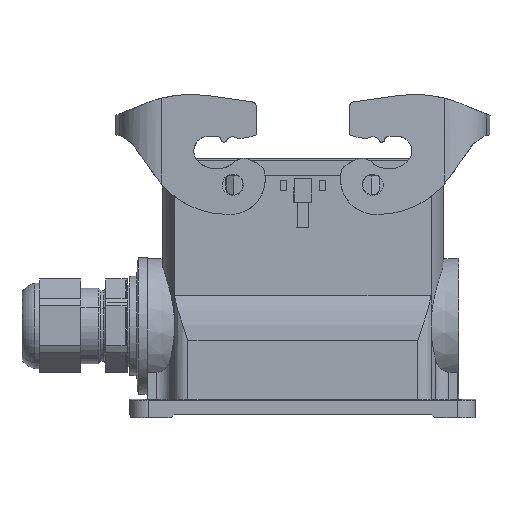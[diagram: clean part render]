
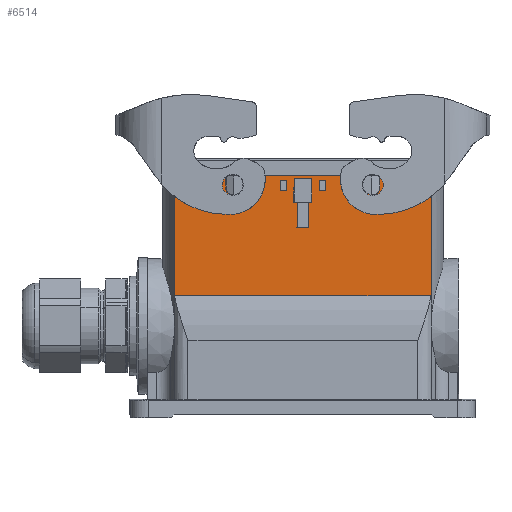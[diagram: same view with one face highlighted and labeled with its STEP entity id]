
A CAD part, front view. The second image highlights one B-rep face of the part: STEP entity #6514.
In plain terms, the highlighted planar face has unit normal (0, -1, 0).
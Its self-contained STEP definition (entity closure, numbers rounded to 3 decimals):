
#6514=ADVANCED_FACE('',(#7841,#7842,#7843,#7844),#7339,.T.);
#7339=PLANE('',#22613);
#7841=FACE_BOUND('',#8035,.T.);
#7842=FACE_BOUND('',#8036,.T.);
#7843=FACE_BOUND('',#8037,.T.);
#7844=FACE_BOUND('',#8038,.T.);
#8035=EDGE_LOOP('',(#9115,#9116,#9117,#9118,#9119,#9120,#9121,#9122,#9123,
#9124,#9125,#9126,#9127,#9128));
#8036=EDGE_LOOP('',(#9129,#9130,#9131,#9132));
#8037=EDGE_LOOP('',(#9133,#9134,#9135,#9136,#9137,#9138,#9139,#9140));
#8038=EDGE_LOOP('',(#9141,#9142,#9143,#9144));
#9115=ORIENTED_EDGE('',*,*,#15135,.F.);
#9116=ORIENTED_EDGE('',*,*,#15102,.F.);
#9117=ORIENTED_EDGE('',*,*,#15136,.T.);
#9118=ORIENTED_EDGE('',*,*,#15137,.T.);
#9119=ORIENTED_EDGE('',*,*,#15138,.F.);
#9120=ORIENTED_EDGE('',*,*,#15139,.T.);
#9121=ORIENTED_EDGE('',*,*,#15140,.T.);
#9122=ORIENTED_EDGE('',*,*,#15092,.F.);
#9123=ORIENTED_EDGE('',*,*,#15141,.F.);
#9124=ORIENTED_EDGE('',*,*,#15142,.F.);
#9125=ORIENTED_EDGE('',*,*,#15091,.F.);
#9126=ORIENTED_EDGE('',*,*,#15143,.T.);
#9127=ORIENTED_EDGE('',*,*,#15104,.F.);
#9128=ORIENTED_EDGE('',*,*,#15144,.F.);
#9129=ORIENTED_EDGE('',*,*,#15145,.F.);
#9130=ORIENTED_EDGE('',*,*,#15146,.F.);
#9131=ORIENTED_EDGE('',*,*,#15147,.F.);
#9132=ORIENTED_EDGE('',*,*,#15148,.F.);
#9133=ORIENTED_EDGE('',*,*,#15149,.T.);
#9134=ORIENTED_EDGE('',*,*,#15150,.T.);
#9135=ORIENTED_EDGE('',*,*,#15151,.T.);
#9136=ORIENTED_EDGE('',*,*,#15152,.T.);
#9137=ORIENTED_EDGE('',*,*,#15153,.T.);
#9138=ORIENTED_EDGE('',*,*,#15154,.T.);
#9139=ORIENTED_EDGE('',*,*,#15155,.T.);
#9140=ORIENTED_EDGE('',*,*,#15156,.T.);
#9141=ORIENTED_EDGE('',*,*,#15157,.F.);
#9142=ORIENTED_EDGE('',*,*,#15158,.F.);
#9143=ORIENTED_EDGE('',*,*,#15159,.F.);
#9144=ORIENTED_EDGE('',*,*,#15160,.F.);
#13572=VERTEX_POINT('',#29402);
#13575=VERTEX_POINT('',#29414);
#13576=VERTEX_POINT('',#29418);
#13577=VERTEX_POINT('',#29419);
#13584=VERTEX_POINT('',#29452);
#13585=VERTEX_POINT('',#29454);
#13586=VERTEX_POINT('',#29461);
#13587=VERTEX_POINT('',#29462);
#13607=VERTEX_POINT('',#29557);
#13608=VERTEX_POINT('',#29559);
#13609=VERTEX_POINT('',#29561);
#13610=VERTEX_POINT('',#29563);
#13611=VERTEX_POINT('',#29565);
#13612=VERTEX_POINT('',#29568);
#13613=VERTEX_POINT('',#29573);
#13614=VERTEX_POINT('',#29574);
#13615=VERTEX_POINT('',#29576);
#13616=VERTEX_POINT('',#29578);
#13617=VERTEX_POINT('',#29581);
#13618=VERTEX_POINT('',#29582);
#13619=VERTEX_POINT('',#29584);
#13620=VERTEX_POINT('',#29586);
#13621=VERTEX_POINT('',#29588);
#13622=VERTEX_POINT('',#29590);
#13623=VERTEX_POINT('',#29592);
#13624=VERTEX_POINT('',#29594);
#13625=VERTEX_POINT('',#29597);
#13626=VERTEX_POINT('',#29598);
#13627=VERTEX_POINT('',#29600);
#13628=VERTEX_POINT('',#29602);
#15091=EDGE_CURVE('',#13575,#13572,#17485,.T.);
#15092=EDGE_CURVE('',#13576,#13577,#17486,.T.);
#15102=EDGE_CURVE('',#13584,#13585,#17487,.T.);
#15104=EDGE_CURVE('',#13586,#13587,#17488,.T.);
#15135=EDGE_CURVE('',#13585,#13607,#18575,.T.);
#15136=EDGE_CURVE('',#13584,#13608,#18576,.T.);
#15137=EDGE_CURVE('',#13608,#13609,#18577,.T.);
#15138=EDGE_CURVE('',#13610,#13609,#18578,.T.);
#15139=EDGE_CURVE('',#13610,#13611,#18579,.T.);
#15140=EDGE_CURVE('',#13611,#13577,#18580,.T.);
#15141=EDGE_CURVE('',#13612,#13576,#18581,.T.);
#15142=EDGE_CURVE('',#13572,#13612,#17492,.T.);
#15143=EDGE_CURVE('',#13575,#13587,#18582,.T.);
#15144=EDGE_CURVE('',#13607,#13586,#17493,.T.);
#15145=EDGE_CURVE('',#13613,#13614,#18583,.T.);
#15146=EDGE_CURVE('',#13615,#13613,#18584,.T.);
#15147=EDGE_CURVE('',#13616,#13615,#18585,.T.);
#15148=EDGE_CURVE('',#13614,#13616,#18586,.T.);
#15149=EDGE_CURVE('',#13617,#13618,#18587,.T.);
#15150=EDGE_CURVE('',#13618,#13619,#18588,.T.);
#15151=EDGE_CURVE('',#13619,#13620,#18589,.T.);
#15152=EDGE_CURVE('',#13620,#13621,#18590,.T.);
#15153=EDGE_CURVE('',#13621,#13622,#18591,.T.);
#15154=EDGE_CURVE('',#13622,#13623,#18592,.T.);
#15155=EDGE_CURVE('',#13623,#13624,#18593,.T.);
#15156=EDGE_CURVE('',#13624,#13617,#18594,.T.);
#15157=EDGE_CURVE('',#13625,#13626,#18595,.T.);
#15158=EDGE_CURVE('',#13627,#13625,#18596,.T.);
#15159=EDGE_CURVE('',#13628,#13627,#18597,.T.);
#15160=EDGE_CURVE('',#13626,#13628,#18598,.T.);
#17485=CIRCLE('',#22581,3.5);
#17486=CIRCLE('',#22583,3.5);
#17487=CIRCLE('',#22589,3.5);
#17488=CIRCLE('',#22591,3.5);
#17492=CIRCLE('',#22611,2.4);
#17493=CIRCLE('',#22612,2.4);
#18575=LINE('',#29556,#20075);
#18576=LINE('',#29558,#20076);
#18577=LINE('',#29560,#20077);
#18578=LINE('',#29562,#20078);
#18579=LINE('',#29564,#20079);
#18580=LINE('',#29566,#20080);
#18581=LINE('',#29567,#20081);
#18582=LINE('',#29570,#20082);
#18583=LINE('',#29572,#20083);
#18584=LINE('',#29575,#20084);
#18585=LINE('',#29577,#20085);
#18586=LINE('',#29579,#20086);
#18587=LINE('',#29580,#20087);
#18588=LINE('',#29583,#20088);
#18589=LINE('',#29585,#20089);
#18590=LINE('',#29587,#20090);
#18591=LINE('',#29589,#20091);
#18592=LINE('',#29591,#20092);
#18593=LINE('',#29593,#20093);
#18594=LINE('',#29595,#20094);
#18595=LINE('',#29596,#20095);
#18596=LINE('',#29599,#20096);
#18597=LINE('',#29601,#20097);
#18598=LINE('',#29603,#20098);
#20075=VECTOR('',#24487,1.);
#20076=VECTOR('',#24488,1.);
#20077=VECTOR('',#24489,1.);
#20078=VECTOR('',#24490,1.);
#20079=VECTOR('',#24491,1.);
#20080=VECTOR('',#24492,1.);
#20081=VECTOR('',#24493,1.);
#20082=VECTOR('',#24496,1.);
#20083=VECTOR('',#24499,1.);
#20084=VECTOR('',#24500,1.);
#20085=VECTOR('',#24501,1.);
#20086=VECTOR('',#24502,1.);
#20087=VECTOR('',#24503,1.);
#20088=VECTOR('',#24504,1.);
#20089=VECTOR('',#24505,1.);
#20090=VECTOR('',#24506,1.);
#20091=VECTOR('',#24507,1.);
#20092=VECTOR('',#24508,1.);
#20093=VECTOR('',#24509,1.);
#20094=VECTOR('',#24510,1.);
#20095=VECTOR('',#24511,1.);
#20096=VECTOR('',#24512,1.);
#20097=VECTOR('',#24513,1.);
#20098=VECTOR('',#24514,1.);
#22581=AXIS2_PLACEMENT_3D('',#29415,#24412,#24413);
#22583=AXIS2_PLACEMENT_3D('',#29417,#24416,#24417);
#22589=AXIS2_PLACEMENT_3D('',#29453,#24431,#24432);
#22591=AXIS2_PLACEMENT_3D('',#29460,#24435,#24436);
#22611=AXIS2_PLACEMENT_3D('',#29569,#24494,#24495);
#22612=AXIS2_PLACEMENT_3D('',#29571,#24497,#24498);
#22613=AXIS2_PLACEMENT_3D('',#29604,#24515,#24516);
#24412=DIRECTION('',(0.,-1.,0.));
#24413=DIRECTION('',(1.,0.,0.));
#24416=DIRECTION('',(0.,-1.,0.));
#24417=DIRECTION('',(1.,0.,0.));
#24431=DIRECTION('',(0.,-1.,0.));
#24432=DIRECTION('',(1.,0.,0.));
#24435=DIRECTION('',(0.,-1.,0.));
#24436=DIRECTION('',(1.,0.,0.));
#24487=DIRECTION('',(0.,0.,-1.));
#24488=DIRECTION('',(-1.,0.,0.));
#24489=DIRECTION('',(0.,0.,-1.));
#24490=DIRECTION('',(-1.,0.,0.));
#24491=DIRECTION('',(0.,0.,1.));
#24492=DIRECTION('',(-1.,0.,0.));
#24493=DIRECTION('',(0.,0.,1.));
#24494=DIRECTION('',(0.,-1.,0.));
#24495=DIRECTION('',(1.,0.,0.));
#24496=DIRECTION('',(-1.,0.,0.));
#24497=DIRECTION('',(0.,-1.,0.));
#24498=DIRECTION('',(1.,0.,0.));
#24499=DIRECTION('',(0.,0.,1.));
#24500=DIRECTION('',(1.,0.,0.));
#24501=DIRECTION('',(0.,0.,-1.));
#24502=DIRECTION('',(-1.,0.,0.));
#24503=DIRECTION('',(0.017,0.,-1.));
#24504=DIRECTION('',(-1.,0.,0.));
#24505=DIRECTION('',(0.,0.,-1.));
#24506=DIRECTION('',(-1.,0.,0.));
#24507=DIRECTION('',(0.,0.,1.));
#24508=DIRECTION('',(-1.,0.,0.));
#24509=DIRECTION('',(0.017,0.,1.));
#24510=DIRECTION('',(1.,0.,0.));
#24511=DIRECTION('',(1.,0.,0.));
#24512=DIRECTION('',(0.,0.,-1.));
#24513=DIRECTION('',(-1.,0.,0.));
#24514=DIRECTION('',(0.,0.,1.));
#24515=DIRECTION('',(0.,-1.,0.));
#24516=DIRECTION('',(-1.,0.,0.));
#29402=CARTESIAN_POINT('',(23.75,-22.5,-0.85));
#29414=CARTESIAN_POINT('',(22.033,-22.5,5.7));
#29415=CARTESIAN_POINT('',(23.75,-22.5,2.65));
#29417=CARTESIAN_POINT('',(23.75,-22.5,2.65));
#29418=CARTESIAN_POINT('',(26.15,-22.5,5.198));
#29419=CARTESIAN_POINT('',(25.467,-22.5,5.7));
#29452=CARTESIAN_POINT('',(-25.467,-22.5,5.7));
#29453=CARTESIAN_POINT('',(-23.75,-22.5,2.65));
#29454=CARTESIAN_POINT('',(-26.15,-22.5,5.198));
#29460=CARTESIAN_POINT('',(-23.75,-22.5,2.65));
#29461=CARTESIAN_POINT('',(-23.75,-22.5,-0.85));
#29462=CARTESIAN_POINT('',(-22.033,-22.5,5.7));
#29556=CARTESIAN_POINT('',(-26.15,-22.5,2.65));
#29557=CARTESIAN_POINT('',(-26.15,-22.5,1.55));
#29558=CARTESIAN_POINT('',(0.,-22.5,5.7));
#29559=CARTESIAN_POINT('',(-43.6,-22.5,5.7));
#29560=CARTESIAN_POINT('',(-43.6,-22.5,5.7));
#29561=CARTESIAN_POINT('',(-43.6,-22.5,-35.001));
#29562=CARTESIAN_POINT('',(43.6,-22.5,-35.001));
#29563=CARTESIAN_POINT('',(43.6,-22.5,-35.001));
#29564=CARTESIAN_POINT('',(43.6,-22.5,5.7));
#29565=CARTESIAN_POINT('',(43.6,-22.5,5.7));
#29566=CARTESIAN_POINT('',(0.,-22.5,5.7));
#29567=CARTESIAN_POINT('',(26.15,-22.5,5.7));
#29568=CARTESIAN_POINT('',(26.15,-22.5,1.55));
#29569=CARTESIAN_POINT('',(23.75,-22.5,1.55));
#29570=CARTESIAN_POINT('',(0.,-22.5,5.7));
#29571=CARTESIAN_POINT('',(-23.75,-22.5,1.55));
#29572=CARTESIAN_POINT('',(-5.5,-22.5,5.7));
#29573=CARTESIAN_POINT('',(-5.5,-22.5,0.6));
#29574=CARTESIAN_POINT('',(-5.5,-22.5,4.));
#29575=CARTESIAN_POINT('',(-7.7,-22.5,0.6));
#29576=CARTESIAN_POINT('',(-7.7,-22.5,0.6));
#29577=CARTESIAN_POINT('',(-7.7,-22.5,4.));
#29578=CARTESIAN_POINT('',(-7.7,-22.5,4.));
#29579=CARTESIAN_POINT('',(-5.5,-22.5,4.));
#29580=CARTESIAN_POINT('',(2.047,-22.5,-5.964));
#29581=CARTESIAN_POINT('',(1.86,-22.5,4.75));
#29582=CARTESIAN_POINT('',(2.001,-22.5,-3.285));
#29583=CARTESIAN_POINT('',(0.,-22.5,-3.285));
#29584=CARTESIAN_POINT('',(2.,-22.5,-3.285));
#29585=CARTESIAN_POINT('',(2.,-22.5,-6.));
#29586=CARTESIAN_POINT('',(2.,-22.5,-11.95));
#29587=CARTESIAN_POINT('',(0.,-22.5,-11.95));
#29588=CARTESIAN_POINT('',(-2.,-22.5,-11.95));
#29589=CARTESIAN_POINT('',(-2.,-22.5,-6.));
#29590=CARTESIAN_POINT('',(-2.,-22.5,-3.285));
#29591=CARTESIAN_POINT('',(0.,-22.5,-3.285));
#29592=CARTESIAN_POINT('',(-2.001,-22.5,-3.285));
#29593=CARTESIAN_POINT('',(-2.047,-22.5,-5.964));
#29594=CARTESIAN_POINT('',(-1.86,-22.5,4.75));
#29595=CARTESIAN_POINT('',(-2.,-22.5,4.75));
#29596=CARTESIAN_POINT('',(5.5,-22.5,0.6));
#29597=CARTESIAN_POINT('',(5.5,-22.5,0.6));
#29598=CARTESIAN_POINT('',(7.7,-22.5,0.6));
#29599=CARTESIAN_POINT('',(5.5,-22.5,4.));
#29600=CARTESIAN_POINT('',(5.5,-22.5,4.));
#29601=CARTESIAN_POINT('',(7.7,-22.5,4.));
#29602=CARTESIAN_POINT('',(7.7,-22.5,4.));
#29603=CARTESIAN_POINT('',(7.7,-22.5,0.6));
#29604=CARTESIAN_POINT('',(0.,-22.5,5.7));
